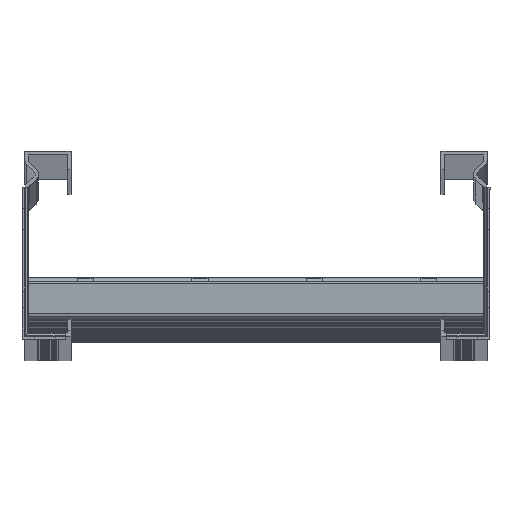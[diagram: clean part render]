
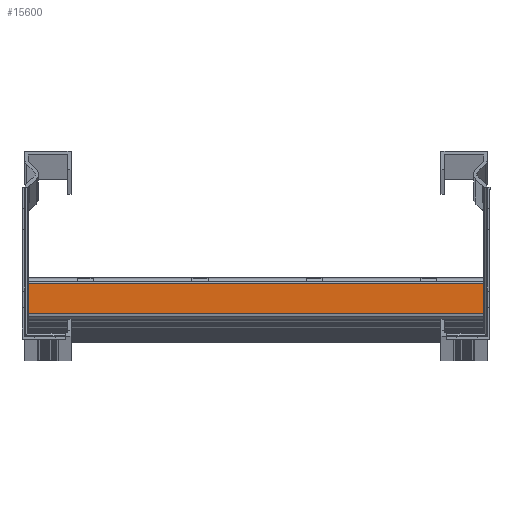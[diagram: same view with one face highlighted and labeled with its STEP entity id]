
A CAD part, top view. The second image highlights one B-rep face of the part: STEP entity #15600.
In plain terms, the highlighted face is planar.
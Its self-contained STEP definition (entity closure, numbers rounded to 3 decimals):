
#204 = EDGE_CURVE ( 'NONE', #18720, #4329, #16412, .T. ) ;
#223 = VERTEX_POINT ( 'NONE', #29684 ) ;
#2312 = AXIS2_PLACEMENT_3D ( 'NONE', #26852, #21771, #32154 ) ;
#2795 = DIRECTION ( 'NONE',  ( 0., 0., -1. ) ) ;
#3154 = ORIENTED_EDGE ( 'NONE', *, *, #27762, .F. ) ;
#4312 = EDGE_CURVE ( 'NONE', #17777, #4329, #19646, .T. ) ;
#4329 = VERTEX_POINT ( 'NONE', #31562 ) ;
#5283 = CARTESIAN_POINT ( 'NONE',  ( 18., 18., 98.5 ) ) ;
#6864 = CARTESIAN_POINT ( 'NONE',  ( 18., 2.5, 98.5 ) ) ;
#8187 = DIRECTION ( 'NONE',  ( 0., 0., -1. ) ) ;
#10398 = VECTOR ( 'NONE', #8187, 1000. ) ;
#11772 = ORIENTED_EDGE ( 'NONE', *, *, #4312, .F. ) ;
#14024 = ORIENTED_EDGE ( 'NONE', *, *, #204, .T. ) ;
#14453 = VECTOR ( 'NONE', #29687, 1000. ) ;
#15600 = ADVANCED_FACE ( 'NONE', ( #20683 ), #16116, .T. ) ;
#16116 = PLANE ( 'NONE',  #2312 ) ;
#16412 = LINE ( 'NONE', #18992, #18511 ) ;
#17547 = ORIENTED_EDGE ( 'NONE', *, *, #33695, .T. ) ;
#17777 = VERTEX_POINT ( 'NONE', #18870 ) ;
#18011 = DIRECTION ( 'NONE',  ( 0., -1., 0. ) ) ;
#18389 = LINE ( 'NONE', #24530, #10398 ) ;
#18511 = VECTOR ( 'NONE', #2795, 1000. ) ;
#18720 = VERTEX_POINT ( 'NONE', #6864 ) ;
#18870 = CARTESIAN_POINT ( 'NONE',  ( 18., 15.5, -98.5 ) ) ;
#18992 = CARTESIAN_POINT ( 'NONE',  ( 18., 2.5, 98.5 ) ) ;
#19646 = LINE ( 'NONE', #34509, #25562 ) ;
#20683 = FACE_OUTER_BOUND ( 'NONE', #30132, .T. ) ;
#21771 = DIRECTION ( 'NONE',  ( 1., 0., 0. ) ) ;
#24530 = CARTESIAN_POINT ( 'NONE',  ( 18., 15.5, 98.5 ) ) ;
#25562 = VECTOR ( 'NONE', #18011, 1000. ) ;
#26262 = LINE ( 'NONE', #5283, #14453 ) ;
#26852 = CARTESIAN_POINT ( 'NONE',  ( 18., 18., 98.5 ) ) ;
#27762 = EDGE_CURVE ( 'NONE', #223, #17777, #18389, .T. ) ;
#29684 = CARTESIAN_POINT ( 'NONE',  ( 18., 15.5, 98.5 ) ) ;
#29687 = DIRECTION ( 'NONE',  ( 0., -1., 0. ) ) ;
#30132 = EDGE_LOOP ( 'NONE', ( #11772, #3154, #17547, #14024 ) ) ;
#31562 = CARTESIAN_POINT ( 'NONE',  ( 18., 2.5, -98.5 ) ) ;
#32154 = DIRECTION ( 'NONE',  ( 0., 0., -1. ) ) ;
#33695 = EDGE_CURVE ( 'NONE', #223, #18720, #26262, .T. ) ;
#34509 = CARTESIAN_POINT ( 'NONE',  ( 18., 18., -98.5 ) ) ;
